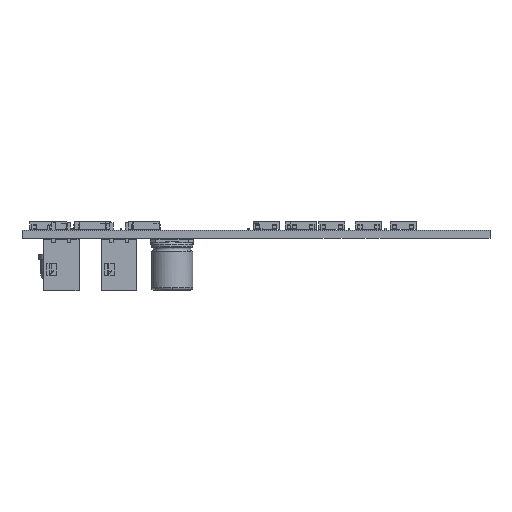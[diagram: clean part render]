
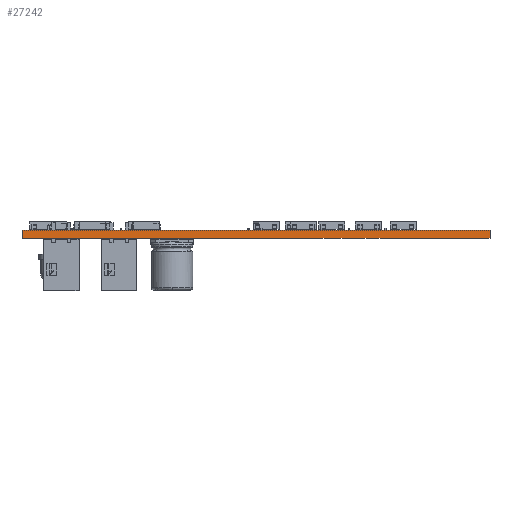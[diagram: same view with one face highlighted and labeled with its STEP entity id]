
A CAD part, left-side view. The second image highlights one B-rep face of the part: STEP entity #27242.
In plain terms, the highlighted planar face has unit normal (-1, 0, 0).
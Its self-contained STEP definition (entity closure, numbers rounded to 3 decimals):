
#25882 = PLANE('',#25883);
#25883 = AXIS2_PLACEMENT_3D('',#25884,#25885,#25886);
#25884 = CARTESIAN_POINT('',(-3.978,4.618,1.6));
#25885 = DIRECTION('',(0.,0.,1.));
#25886 = DIRECTION('',(1.,0.,0.));
#25910 = PLANE('',#25911);
#25911 = AXIS2_PLACEMENT_3D('',#25912,#25913,#25914);
#25912 = CARTESIAN_POINT('',(25.4,45.212,0.));
#25913 = DIRECTION('',(0.,-1.,0.));
#25914 = DIRECTION('',(-1.,0.,0.));
#25936 = PLANE('',#25937);
#25937 = AXIS2_PLACEMENT_3D('',#25938,#25939,#25940);
#25938 = CARTESIAN_POINT('',(-3.978,4.618,0.));
#25939 = DIRECTION('',(0.,0.,1.));
#25940 = DIRECTION('',(1.,0.,0.));
#26029 = VERTEX_POINT('',#26030);
#26030 = CARTESIAN_POINT('',(-25.4,45.212,1.6));
#26051 = EDGE_CURVE('',#26052,#26029,#26054,.T.);
#26052 = VERTEX_POINT('',#26053);
#26053 = CARTESIAN_POINT('',(-25.4,45.212,0.));
#26054 = SURFACE_CURVE('',#26055,(#26059,#26066),.PCURVE_S1.);
#26055 = LINE('',#26056,#26057);
#26056 = CARTESIAN_POINT('',(-25.4,45.212,0.));
#26057 = VECTOR('',#26058,1.);
#26058 = DIRECTION('',(0.,0.,1.));
#26059 = PCURVE('',#25910,#26060);
#26060 = DEFINITIONAL_REPRESENTATION('',(#26061),#26065);
#26061 = LINE('',#26062,#26063);
#26062 = CARTESIAN_POINT('',(50.8,0.));
#26063 = VECTOR('',#26064,1.);
#26064 = DIRECTION('',(0.,-1.));
#26065 = ( GEOMETRIC_REPRESENTATION_CONTEXT(2) 
PARAMETRIC_REPRESENTATION_CONTEXT() REPRESENTATION_CONTEXT('2D SPACE',''
  ) );
#26066 = PCURVE('',#26067,#26072);
#26067 = PLANE('',#26068);
#26068 = AXIS2_PLACEMENT_3D('',#26069,#26070,#26071);
#26069 = CARTESIAN_POINT('',(-25.4,45.212,0.));
#26070 = DIRECTION('',(1.,0.,0.));
#26071 = DIRECTION('',(0.,-1.,0.));
#26072 = DEFINITIONAL_REPRESENTATION('',(#26073),#26077);
#26073 = LINE('',#26074,#26075);
#26074 = CARTESIAN_POINT('',(0.,0.));
#26075 = VECTOR('',#26076,1.);
#26076 = DIRECTION('',(0.,-1.));
#26077 = ( GEOMETRIC_REPRESENTATION_CONTEXT(2) 
PARAMETRIC_REPRESENTATION_CONTEXT() REPRESENTATION_CONTEXT('2D SPACE',''
  ) );
#26105 = EDGE_CURVE('',#26052,#26106,#26108,.T.);
#26106 = VERTEX_POINT('',#26107);
#26107 = CARTESIAN_POINT('',(-25.4,-45.212,0.));
#26108 = SURFACE_CURVE('',#26109,(#26113,#26120),.PCURVE_S1.);
#26109 = LINE('',#26110,#26111);
#26110 = CARTESIAN_POINT('',(-25.4,45.212,0.));
#26111 = VECTOR('',#26112,1.);
#26112 = DIRECTION('',(0.,-1.,0.));
#26113 = PCURVE('',#25936,#26114);
#26114 = DEFINITIONAL_REPRESENTATION('',(#26115),#26119);
#26115 = LINE('',#26116,#26117);
#26116 = CARTESIAN_POINT('',(-21.422,40.594));
#26117 = VECTOR('',#26118,1.);
#26118 = DIRECTION('',(0.,-1.));
#26119 = ( GEOMETRIC_REPRESENTATION_CONTEXT(2) 
PARAMETRIC_REPRESENTATION_CONTEXT() REPRESENTATION_CONTEXT('2D SPACE',''
  ) );
#26120 = PCURVE('',#26067,#26121);
#26121 = DEFINITIONAL_REPRESENTATION('',(#26122),#26126);
#26122 = LINE('',#26123,#26124);
#26123 = CARTESIAN_POINT('',(0.,0.));
#26124 = VECTOR('',#26125,1.);
#26125 = DIRECTION('',(1.,0.));
#26126 = ( GEOMETRIC_REPRESENTATION_CONTEXT(2) 
PARAMETRIC_REPRESENTATION_CONTEXT() REPRESENTATION_CONTEXT('2D SPACE',''
  ) );
#26144 = PLANE('',#26145);
#26145 = AXIS2_PLACEMENT_3D('',#26146,#26147,#26148);
#26146 = CARTESIAN_POINT('',(-25.4,-45.212,0.));
#26147 = DIRECTION('',(0.,1.,0.));
#26148 = DIRECTION('',(1.,0.,0.));
#26708 = EDGE_CURVE('',#26029,#26709,#26711,.T.);
#26709 = VERTEX_POINT('',#26710);
#26710 = CARTESIAN_POINT('',(-25.4,-45.212,1.6));
#26711 = SURFACE_CURVE('',#26712,(#26716,#26723),.PCURVE_S1.);
#26712 = LINE('',#26713,#26714);
#26713 = CARTESIAN_POINT('',(-25.4,45.212,1.6));
#26714 = VECTOR('',#26715,1.);
#26715 = DIRECTION('',(0.,-1.,0.));
#26716 = PCURVE('',#25882,#26717);
#26717 = DEFINITIONAL_REPRESENTATION('',(#26718),#26722);
#26718 = LINE('',#26719,#26720);
#26719 = CARTESIAN_POINT('',(-21.422,40.594));
#26720 = VECTOR('',#26721,1.);
#26721 = DIRECTION('',(0.,-1.));
#26722 = ( GEOMETRIC_REPRESENTATION_CONTEXT(2) 
PARAMETRIC_REPRESENTATION_CONTEXT() REPRESENTATION_CONTEXT('2D SPACE',''
  ) );
#26723 = PCURVE('',#26067,#26724);
#26724 = DEFINITIONAL_REPRESENTATION('',(#26725),#26729);
#26725 = LINE('',#26726,#26727);
#26726 = CARTESIAN_POINT('',(0.,-1.6));
#26727 = VECTOR('',#26728,1.);
#26728 = DIRECTION('',(1.,0.));
#26729 = ( GEOMETRIC_REPRESENTATION_CONTEXT(2) 
PARAMETRIC_REPRESENTATION_CONTEXT() REPRESENTATION_CONTEXT('2D SPACE',''
  ) );
#27242 = ADVANCED_FACE('',(#27243),#26067,.F.);
#27243 = FACE_BOUND('',#27244,.F.);
#27244 = EDGE_LOOP('',(#27245,#27246,#27247,#27268));
#27245 = ORIENTED_EDGE('',*,*,#26051,.T.);
#27246 = ORIENTED_EDGE('',*,*,#26708,.T.);
#27247 = ORIENTED_EDGE('',*,*,#27248,.F.);
#27248 = EDGE_CURVE('',#26106,#26709,#27249,.T.);
#27249 = SURFACE_CURVE('',#27250,(#27254,#27261),.PCURVE_S1.);
#27250 = LINE('',#27251,#27252);
#27251 = CARTESIAN_POINT('',(-25.4,-45.212,0.));
#27252 = VECTOR('',#27253,1.);
#27253 = DIRECTION('',(0.,0.,1.));
#27254 = PCURVE('',#26067,#27255);
#27255 = DEFINITIONAL_REPRESENTATION('',(#27256),#27260);
#27256 = LINE('',#27257,#27258);
#27257 = CARTESIAN_POINT('',(90.424,0.));
#27258 = VECTOR('',#27259,1.);
#27259 = DIRECTION('',(0.,-1.));
#27260 = ( GEOMETRIC_REPRESENTATION_CONTEXT(2) 
PARAMETRIC_REPRESENTATION_CONTEXT() REPRESENTATION_CONTEXT('2D SPACE',''
  ) );
#27261 = PCURVE('',#26144,#27262);
#27262 = DEFINITIONAL_REPRESENTATION('',(#27263),#27267);
#27263 = LINE('',#27264,#27265);
#27264 = CARTESIAN_POINT('',(0.,0.));
#27265 = VECTOR('',#27266,1.);
#27266 = DIRECTION('',(0.,-1.));
#27267 = ( GEOMETRIC_REPRESENTATION_CONTEXT(2) 
PARAMETRIC_REPRESENTATION_CONTEXT() REPRESENTATION_CONTEXT('2D SPACE',''
  ) );
#27268 = ORIENTED_EDGE('',*,*,#26105,.F.);
